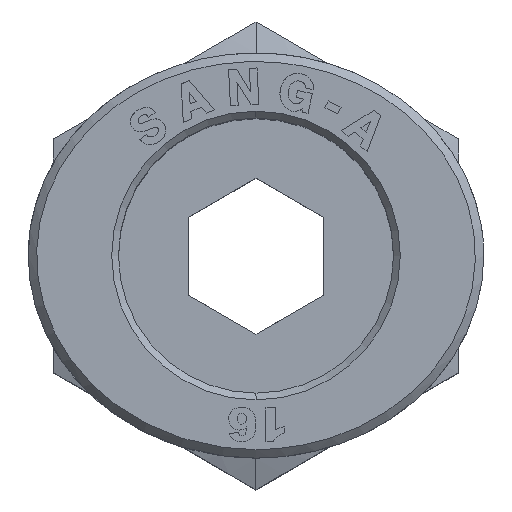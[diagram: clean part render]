
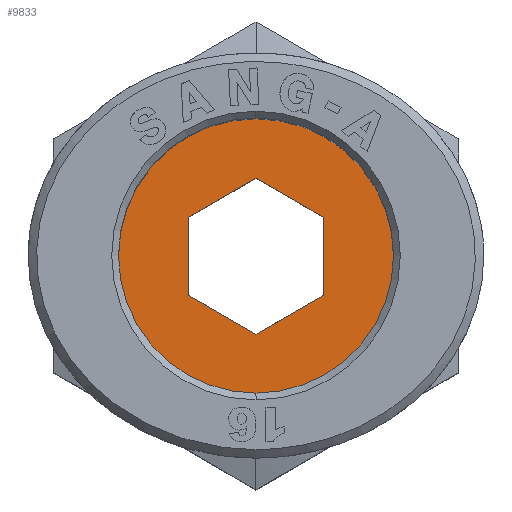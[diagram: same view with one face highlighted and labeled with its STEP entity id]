
A CAD part, top view. The second image highlights one B-rep face of the part: STEP entity #9833.
In plain terms, the highlighted planar face has unit normal (0, 0, 1).
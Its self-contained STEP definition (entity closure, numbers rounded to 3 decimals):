
#297=CARTESIAN_POINT('',(-1.15,0.0,-11.25));
#298=VERTEX_POINT('',#297);
#314=CARTESIAN_POINT('',(15.15,0.,-11.25));
#315=VERTEX_POINT('',#314);
#322=CARTESIAN_POINT('',(7.,0.0,-11.25));
#323=DIRECTION('',(0.0,0.0,1.0));
#324=DIRECTION('',(-1.0,0.0,0.0));
#325=AXIS2_PLACEMENT_3D('',#322,#323,#324);
#326=CIRCLE('',#325,8.15);
#327=EDGE_CURVE('',#298,#315,#326,.T.);
#9159=CARTESIAN_POINT('',(4.691,4.,-11.25));
#9160=VERTEX_POINT('',#9159);
#9167=CARTESIAN_POINT('',(2.381,0.,-11.25));
#9168=VERTEX_POINT('',#9167);
#9169=CARTESIAN_POINT('',(2.381,0.,-11.25));
#9170=DIRECTION('',(0.5,0.866,0.));
#9171=VECTOR('',#9170,4.619);
#9172=LINE('',#9169,#9171);
#9173=EDGE_CURVE('',#9168,#9160,#9172,.T.);
#9190=CARTESIAN_POINT('',(9.309,4.,-11.25));
#9191=VERTEX_POINT('',#9190);
#9198=CARTESIAN_POINT('',(4.691,4.,-11.25));
#9199=DIRECTION('',(1.0,0.0,0.0));
#9200=VECTOR('',#9199,4.619);
#9201=LINE('',#9198,#9200);
#9202=EDGE_CURVE('',#9160,#9191,#9201,.T.);
#9214=CARTESIAN_POINT('',(11.619,0.,-11.25));
#9215=VERTEX_POINT('',#9214);
#9222=CARTESIAN_POINT('',(9.309,4.,-11.25));
#9223=DIRECTION('',(0.5,-0.866,0.));
#9224=VECTOR('',#9223,4.619);
#9225=LINE('',#9222,#9224);
#9226=EDGE_CURVE('',#9191,#9215,#9225,.T.);
#9751=CARTESIAN_POINT('',(9.309,-4.,-11.25));
#9752=VERTEX_POINT('',#9751);
#9759=CARTESIAN_POINT('',(11.619,0.,-11.25));
#9760=DIRECTION('',(-0.5,-0.866,0.));
#9761=VECTOR('',#9760,4.619);
#9762=LINE('',#9759,#9761);
#9763=EDGE_CURVE('',#9215,#9752,#9762,.T.);
#9776=CARTESIAN_POINT('',(4.691,-4.,-11.25));
#9777=VERTEX_POINT('',#9776);
#9778=CARTESIAN_POINT('',(4.691,-4.,-11.25));
#9779=DIRECTION('',(-0.5,0.866,0.));
#9780=VECTOR('',#9779,4.619);
#9781=LINE('',#9778,#9780);
#9782=EDGE_CURVE('',#9777,#9168,#9781,.T.);
#9800=CARTESIAN_POINT('',(9.309,-4.,-11.25));
#9801=DIRECTION('',(-1.0,0.0,0.0));
#9802=VECTOR('',#9801,4.619);
#9803=LINE('',#9800,#9802);
#9804=EDGE_CURVE('',#9752,#9777,#9803,.T.);
#9810=CARTESIAN_POINT('',(-1.05,0.0,-11.25));
#9811=DIRECTION('',(0.0,0.0,-1.0));
#9812=DIRECTION('',(-1.0,0.0,0.0));
#9813=AXIS2_PLACEMENT_3D('',#9810,#9811,#9812);
#9814=PLANE('',#9813);
#9815=ORIENTED_EDGE('',*,*,#327,.T.);
#9816=CARTESIAN_POINT('',(7.,0.0,-11.25));
#9817=DIRECTION('',(0.0,0.0,1.0));
#9818=DIRECTION('',(-1.0,0.0,0.0));
#9819=AXIS2_PLACEMENT_3D('',#9816,#9817,#9818);
#9820=CIRCLE('',#9819,8.15);
#9821=EDGE_CURVE('',#315,#298,#9820,.T.);
#9822=ORIENTED_EDGE('',*,*,#9821,.T.);
#9823=EDGE_LOOP('',(#9815,#9822));
#9824=FACE_OUTER_BOUND('',#9823,.T.);
#9825=ORIENTED_EDGE('',*,*,#9173,.T.);
#9826=ORIENTED_EDGE('',*,*,#9202,.T.);
#9827=ORIENTED_EDGE('',*,*,#9226,.T.);
#9828=ORIENTED_EDGE('',*,*,#9763,.T.);
#9829=ORIENTED_EDGE('',*,*,#9804,.T.);
#9830=ORIENTED_EDGE('',*,*,#9782,.T.);
#9831=EDGE_LOOP('',(#9825,#9826,#9827,#9828,#9829,#9830));
#9832=FACE_BOUND('',#9831,.T.);
#9833=ADVANCED_FACE('',(#9824,#9832),#9814,.F.);
